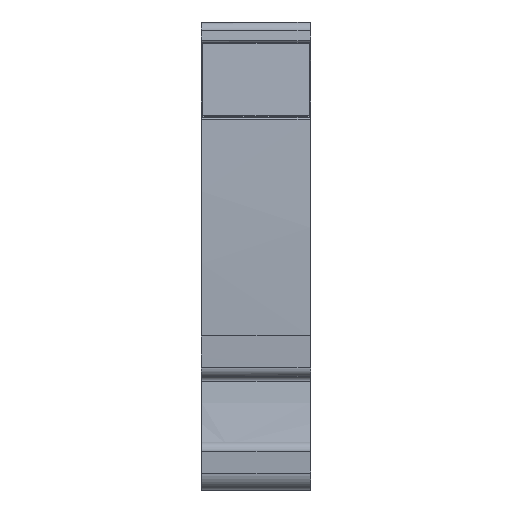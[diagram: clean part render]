
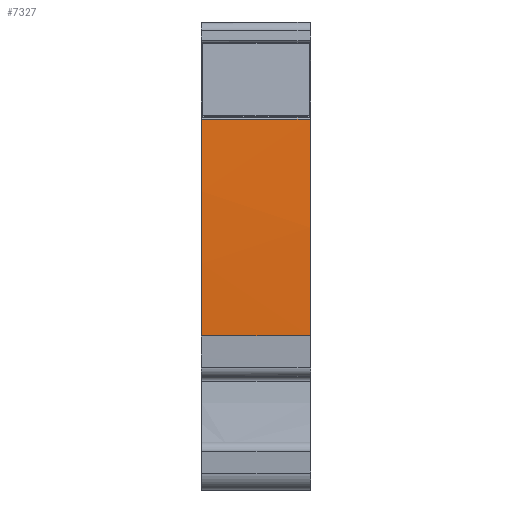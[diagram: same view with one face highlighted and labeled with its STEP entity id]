
A CAD part, front view. The second image highlights one B-rep face of the part: STEP entity #7327.
In plain terms, the highlighted cylindrical face has radius 230.64 mm (diameter 461.28 mm), a partial arc.
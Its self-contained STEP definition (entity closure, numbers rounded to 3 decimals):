
#5075=AXIS2_PLACEMENT_3D('Circle Axis2P3D',#5073,#5074,$) ;
#6567=AXIS2_PLACEMENT_3D('Cylinder Axis2P3D',#6564,#6565,#6566) ;
#2673=CARTESIAN_POINT('Vertex',(11.95,1.798,40.814)) ;
#2677=CARTESIAN_POINT('Control Point',(11.95,1.798,40.814)) ;
#2678=CARTESIAN_POINT('Control Point',(11.95,1.472,36.05)) ;
#2679=CARTESIAN_POINT('Control Point',(11.95,1.269,31.277)) ;
#2680=CARTESIAN_POINT('Control Point',(11.95,1.189,26.5)) ;
#2681=CARTESIAN_POINT('Control Point',(11.95,1.233,21.723)) ;
#2682=CARTESIAN_POINT('Control Point',(11.95,1.401,16.95)) ;
#2683=CARTESIAN_POINT('Vertex',(11.95,1.401,16.95)) ;
#5070=CARTESIAN_POINT('Vertex',(0.,1.401,16.95)) ;
#5073=CARTESIAN_POINT('Axis2P3D Location',(0.,231.899,25.05)) ;
#5077=CARTESIAN_POINT('Vertex',(0.,1.798,40.814)) ;
#6564=CARTESIAN_POINT('Axis2P3D Location',(6.,231.899,25.05)) ;
#7296=CARTESIAN_POINT('Line Origine',(5.39,1.798,40.814)) ;
#7308=CARTESIAN_POINT('Line Origine',(6.,1.401,16.95)) ;
#7312=CARTESIAN_POINT('Vertex',(0.05,1.401,16.95)) ;
#7315=CARTESIAN_POINT('Line Origine',(6.,1.401,16.95)) ;
#5074=DIRECTION('Axis2P3D Direction',(1.,0.,0.)) ;
#6565=DIRECTION('Axis2P3D Direction',(1.,0.,0.)) ;
#6566=DIRECTION('Axis2P3D XDirection',(0.,-0.994,0.111)) ;
#7297=DIRECTION('Vector Direction',(1.,0.,0.)) ;
#7309=DIRECTION('Vector Direction',(1.,0.,0.)) ;
#7316=DIRECTION('Vector Direction',(1.,0.,0.)) ;
#7298=VECTOR('Line Direction',#7297,1.) ;
#7310=VECTOR('Line Direction',#7309,1.) ;
#7317=VECTOR('Line Direction',#7316,1.) ;
#7321=ORIENTED_EDGE('',*,*,#7300,.T.) ;
#7322=ORIENTED_EDGE('',*,*,#5079,.T.) ;
#7323=ORIENTED_EDGE('',*,*,#7314,.F.) ;
#7324=ORIENTED_EDGE('',*,*,#7319,.T.) ;
#7325=ORIENTED_EDGE('',*,*,#2685,.T.) ;
#7327=ADVANCED_FACE('MLD1',(#7326),#6568,.T.) ;
#2676=B_SPLINE_CURVE_WITH_KNOTS('',5,(#2677,#2678,#2679,#2680,#2681,#2682),.UNSPECIFIED.,.F.,.U.,(6,6),(0.,33.773),.UNSPECIFIED.) ;
#5076=CIRCLE('generated circle',#5075,230.64) ;
#6568=CYLINDRICAL_SURFACE('generated cylinder',#6567,230.64) ;
#2685=EDGE_CURVE('',#2684,#2674,#2676,.F.) ;
#5079=EDGE_CURVE('',#5078,#5071,#5076,.T.) ;
#7300=EDGE_CURVE('',#2674,#5078,#7299,.F.) ;
#7314=EDGE_CURVE('',#7313,#5071,#7311,.F.) ;
#7319=EDGE_CURVE('',#7313,#2684,#7318,.T.) ;
#7320=EDGE_LOOP('',(#7321,#7322,#7323,#7324,#7325)) ;
#7326=FACE_OUTER_BOUND('',#7320,.T.) ;
#7299=LINE('Line',#7296,#7298) ;
#7311=LINE('Line',#7308,#7310) ;
#7318=LINE('Line',#7315,#7317) ;
#2674=VERTEX_POINT('',#2673) ;
#2684=VERTEX_POINT('',#2683) ;
#5071=VERTEX_POINT('',#5070) ;
#5078=VERTEX_POINT('',#5077) ;
#7313=VERTEX_POINT('',#7312) ;
